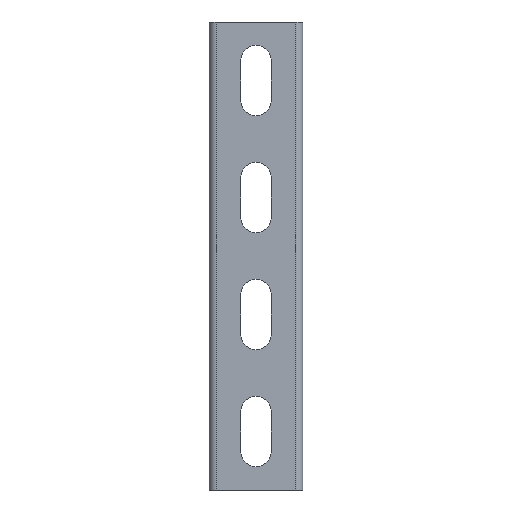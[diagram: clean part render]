
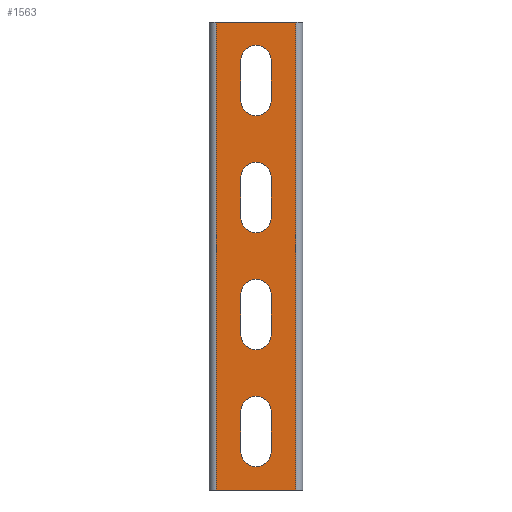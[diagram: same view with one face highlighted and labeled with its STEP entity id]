
A CAD part, front view. The second image highlights one B-rep face of the part: STEP entity #1563.
In plain terms, the highlighted planar face has unit normal (0, -1, 0).
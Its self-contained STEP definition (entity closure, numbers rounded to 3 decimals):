
#31=FACE_BOUND('',#266,.T.);
#32=FACE_BOUND('',#267,.T.);
#33=FACE_BOUND('',#268,.T.);
#34=FACE_BOUND('',#269,.T.);
#80=PLANE('',#1728);
#163=FACE_OUTER_BOUND('',#265,.T.);
#265=EDGE_LOOP('',(#1365,#1366,#1367,#1368));
#266=EDGE_LOOP('',(#1369,#1370,#1371,#1372));
#267=EDGE_LOOP('',(#1373,#1374,#1375,#1376));
#268=EDGE_LOOP('',(#1377,#1378,#1379,#1380));
#269=EDGE_LOOP('',(#1381,#1382,#1383,#1384));
#324=LINE('',#2317,#480);
#328=LINE('',#2327,#484);
#332=LINE('',#2341,#488);
#336=LINE('',#2351,#492);
#340=LINE('',#2365,#496);
#344=LINE('',#2375,#500);
#348=LINE('',#2389,#504);
#352=LINE('',#2399,#508);
#407=LINE('',#2551,#563);
#416=LINE('',#2573,#572);
#418=LINE('',#2579,#574);
#422=LINE('',#2592,#578);
#480=VECTOR('',#1858,10.);
#484=VECTOR('',#1870,10.);
#488=VECTOR('',#1882,10.);
#492=VECTOR('',#1894,10.);
#496=VECTOR('',#1906,10.);
#500=VECTOR('',#1918,10.);
#504=VECTOR('',#1930,10.);
#508=VECTOR('',#1942,10.);
#563=VECTOR('',#2091,10.);
#572=VECTOR('',#2116,10.);
#574=VECTOR('',#2124,10.);
#578=VECTOR('',#2140,10.);
#618=CIRCLE('',#1633,6.5);
#620=CIRCLE('',#1637,6.5);
#622=CIRCLE('',#1641,6.5);
#624=CIRCLE('',#1645,6.5);
#626=CIRCLE('',#1649,6.5);
#628=CIRCLE('',#1653,6.5);
#630=CIRCLE('',#1657,6.5);
#632=CIRCLE('',#1661,6.5);
#699=VERTEX_POINT('',#2308);
#700=VERTEX_POINT('',#2310);
#702=VERTEX_POINT('',#2316);
#704=VERTEX_POINT('',#2322);
#707=VERTEX_POINT('',#2332);
#708=VERTEX_POINT('',#2334);
#710=VERTEX_POINT('',#2340);
#712=VERTEX_POINT('',#2346);
#715=VERTEX_POINT('',#2356);
#716=VERTEX_POINT('',#2358);
#718=VERTEX_POINT('',#2364);
#720=VERTEX_POINT('',#2370);
#723=VERTEX_POINT('',#2380);
#724=VERTEX_POINT('',#2382);
#726=VERTEX_POINT('',#2388);
#728=VERTEX_POINT('',#2394);
#777=VERTEX_POINT('',#2548);
#778=VERTEX_POINT('',#2550);
#783=VERTEX_POINT('',#2572);
#784=VERTEX_POINT('',#2578);
#851=EDGE_CURVE('',#700,#699,#618,.T.);
#854=EDGE_CURVE('',#702,#700,#324,.T.);
#857=EDGE_CURVE('',#704,#702,#620,.T.);
#860=EDGE_CURVE('',#699,#704,#328,.T.);
#863=EDGE_CURVE('',#708,#707,#622,.T.);
#866=EDGE_CURVE('',#710,#708,#332,.T.);
#869=EDGE_CURVE('',#712,#710,#624,.T.);
#872=EDGE_CURVE('',#707,#712,#336,.T.);
#875=EDGE_CURVE('',#716,#715,#626,.T.);
#878=EDGE_CURVE('',#718,#716,#340,.T.);
#881=EDGE_CURVE('',#720,#718,#628,.T.);
#884=EDGE_CURVE('',#715,#720,#344,.T.);
#887=EDGE_CURVE('',#724,#723,#630,.T.);
#890=EDGE_CURVE('',#726,#724,#348,.T.);
#893=EDGE_CURVE('',#728,#726,#632,.T.);
#896=EDGE_CURVE('',#723,#728,#352,.T.);
#972=EDGE_CURVE('',#777,#778,#407,.T.);
#983=EDGE_CURVE('',#783,#778,#416,.T.);
#986=EDGE_CURVE('',#784,#783,#418,.T.);
#993=EDGE_CURVE('',#784,#777,#422,.T.);
#1365=ORIENTED_EDGE('',*,*,#972,.F.);
#1366=ORIENTED_EDGE('',*,*,#993,.F.);
#1367=ORIENTED_EDGE('',*,*,#986,.T.);
#1368=ORIENTED_EDGE('',*,*,#983,.T.);
#1369=ORIENTED_EDGE('',*,*,#857,.T.);
#1370=ORIENTED_EDGE('',*,*,#854,.T.);
#1371=ORIENTED_EDGE('',*,*,#851,.T.);
#1372=ORIENTED_EDGE('',*,*,#860,.T.);
#1373=ORIENTED_EDGE('',*,*,#869,.T.);
#1374=ORIENTED_EDGE('',*,*,#866,.T.);
#1375=ORIENTED_EDGE('',*,*,#863,.T.);
#1376=ORIENTED_EDGE('',*,*,#872,.T.);
#1377=ORIENTED_EDGE('',*,*,#881,.T.);
#1378=ORIENTED_EDGE('',*,*,#878,.T.);
#1379=ORIENTED_EDGE('',*,*,#875,.T.);
#1380=ORIENTED_EDGE('',*,*,#884,.T.);
#1381=ORIENTED_EDGE('',*,*,#893,.T.);
#1382=ORIENTED_EDGE('',*,*,#890,.T.);
#1383=ORIENTED_EDGE('',*,*,#887,.T.);
#1384=ORIENTED_EDGE('',*,*,#896,.T.);
#1563=ADVANCED_FACE('',(#163,#31,#32,#33,#34),#80,.T.);
#1633=AXIS2_PLACEMENT_3D('',#2311,#1852,#1853);
#1637=AXIS2_PLACEMENT_3D('',#2323,#1864,#1865);
#1641=AXIS2_PLACEMENT_3D('',#2335,#1876,#1877);
#1645=AXIS2_PLACEMENT_3D('',#2347,#1888,#1889);
#1649=AXIS2_PLACEMENT_3D('',#2359,#1900,#1901);
#1653=AXIS2_PLACEMENT_3D('',#2371,#1912,#1913);
#1657=AXIS2_PLACEMENT_3D('',#2383,#1924,#1925);
#1661=AXIS2_PLACEMENT_3D('',#2395,#1936,#1937);
#1728=AXIS2_PLACEMENT_3D('',#2601,#2147,#2148);
#1852=DIRECTION('center_axis',(0.,1.,0.));
#1853=DIRECTION('ref_axis',(-1.,0.,0.));
#1858=DIRECTION('',(0.,0.,-1.));
#1864=DIRECTION('center_axis',(0.,1.,0.));
#1865=DIRECTION('ref_axis',(1.,0.,0.));
#1870=DIRECTION('',(0.,0.,1.));
#1876=DIRECTION('center_axis',(0.,1.,0.));
#1877=DIRECTION('ref_axis',(-1.,0.,0.));
#1882=DIRECTION('',(0.,0.,-1.));
#1888=DIRECTION('center_axis',(0.,1.,0.));
#1889=DIRECTION('ref_axis',(1.,0.,0.));
#1894=DIRECTION('',(0.,0.,1.));
#1900=DIRECTION('center_axis',(0.,1.,0.));
#1901=DIRECTION('ref_axis',(-1.,0.,0.));
#1906=DIRECTION('',(0.,0.,-1.));
#1912=DIRECTION('center_axis',(0.,1.,0.));
#1913=DIRECTION('ref_axis',(1.,0.,0.));
#1918=DIRECTION('',(0.,0.,1.));
#1924=DIRECTION('center_axis',(0.,1.,0.));
#1925=DIRECTION('ref_axis',(-1.,0.,0.));
#1930=DIRECTION('',(0.,0.,-1.));
#1936=DIRECTION('center_axis',(0.,1.,0.));
#1937=DIRECTION('ref_axis',(1.,0.,0.));
#1942=DIRECTION('',(0.,0.,1.));
#2091=DIRECTION('',(0.,0.,-1.));
#2116=DIRECTION('',(1.,0.,0.));
#2124=DIRECTION('',(0.,0.,-1.));
#2140=DIRECTION('',(1.,0.,0.));
#2147=DIRECTION('center_axis',(0.,-1.,0.));
#2148=DIRECTION('ref_axis',(0.,0.,
-1.));
#2308=CARTESIAN_POINT('',(-26.5,0.,16.5));
#2310=CARTESIAN_POINT('',(-13.5,0.,16.5));
#2311=CARTESIAN_POINT('Origin',(-20.,0.,
16.5));
#2316=CARTESIAN_POINT('',(-13.5,0.,33.5));
#2317=CARTESIAN_POINT('',(-13.5,0.,66.75));
#2322=CARTESIAN_POINT('',(-26.5,0.,33.5));
#2323=CARTESIAN_POINT('Origin',(-20.,0.,
33.5));
#2327=CARTESIAN_POINT('',(-26.5,0.,58.25));
#2332=CARTESIAN_POINT('',(-26.5,0.,66.5));
#2334=CARTESIAN_POINT('',(-13.5,0.,66.5));
#2335=CARTESIAN_POINT('Origin',(-20.,0.,
66.5));
#2340=CARTESIAN_POINT('',(-13.5,0.,83.5));
#2341=CARTESIAN_POINT('',(-13.5,0.,91.75));
#2346=CARTESIAN_POINT('',(-26.5,0.,83.5));
#2347=CARTESIAN_POINT('Origin',(-20.,0.,
83.5));
#2351=CARTESIAN_POINT('',(-26.5,0.,83.25));
#2356=CARTESIAN_POINT('',(-26.5,0.,116.5));
#2358=CARTESIAN_POINT('',(-13.5,0.,116.5));
#2359=CARTESIAN_POINT('Origin',(-20.,0.,
116.5));
#2364=CARTESIAN_POINT('',(-13.5,0.,133.5));
#2365=CARTESIAN_POINT('',(-13.5,0.,116.75));
#2370=CARTESIAN_POINT('',(-26.5,0.,133.5));
#2371=CARTESIAN_POINT('Origin',(-20.,0.,
133.5));
#2375=CARTESIAN_POINT('',(-26.5,0.,108.25));
#2380=CARTESIAN_POINT('',(-26.5,0.,166.5));
#2382=CARTESIAN_POINT('',(-13.5,0.,166.5));
#2383=CARTESIAN_POINT('Origin',(-20.,0.,
166.5));
#2388=CARTESIAN_POINT('',(-13.5,0.,183.5));
#2389=CARTESIAN_POINT('',(-13.5,0.,141.75));
#2394=CARTESIAN_POINT('',(-26.5,0.,183.5));
#2395=CARTESIAN_POINT('Origin',(-20.,0.,
183.5));
#2399=CARTESIAN_POINT('',(-26.5,0.,133.25));
#2548=CARTESIAN_POINT('',(-3.,0.,200.));
#2550=CARTESIAN_POINT('',(-3.,0.,0.));
#2551=CARTESIAN_POINT('',(-3.,0.,100.));
#2572=CARTESIAN_POINT('',(-37.,0.,0.));
#2573=CARTESIAN_POINT('',(-86.382,0.,0.));
#2578=CARTESIAN_POINT('',(-37.,0.,200.));
#2579=CARTESIAN_POINT('',(-37.,0.,100.));
#2592=CARTESIAN_POINT('',(-86.382,0.,200.));
#2601=CARTESIAN_POINT('Origin',(-20.,0.,
100.));
